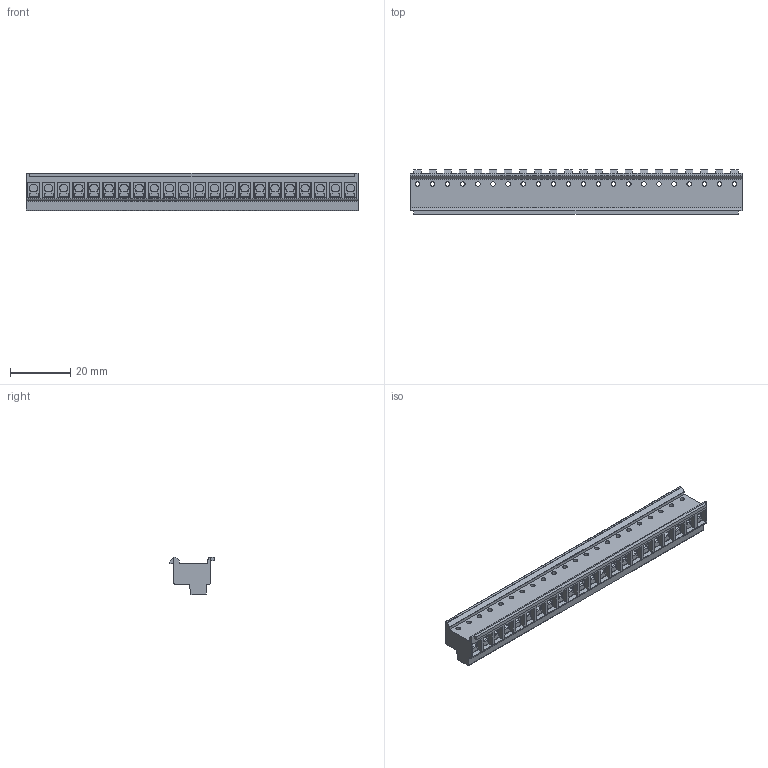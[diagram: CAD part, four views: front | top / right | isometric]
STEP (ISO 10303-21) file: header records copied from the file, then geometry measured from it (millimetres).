
FILE_DESCRIPTION((''),'2;1');
FILE_NAME('TL221T-XXP-XC','2024-12-03T11:56:22',('sheji'),(''),'CREO PARAMETRIC BY PTC INC, 2018100','CREO PARAMETRIC BY PTC INC, 2018100','');
FILE_SCHEMA(('CONFIG_CONTROL_DESIGN'));
Length unit declared in the file: millimetre
Products named in the file (1): TL221T-XXP-XC
Bounding box: 110 x 14.7 x 12.55 mm (x, y, z)
Volume: 10445.5 mm3; surface area: 9565.3 mm2
Topology: 1 solids, 1 shells, 1193 faces, 3241 edges, 2116 vertices
Faces by surface type: plane 965, cylinder 228
Entity records: 37405 total; most frequent: CARTESIAN_POINT 6550, ORIENTED_EDGE 6482, DIRECTION 6215, EDGE_CURVE 3241, VECTOR 2653, LINE 2653, VERTEX_POINT 2116, AXIS2_PLACEMENT_3D 1781
